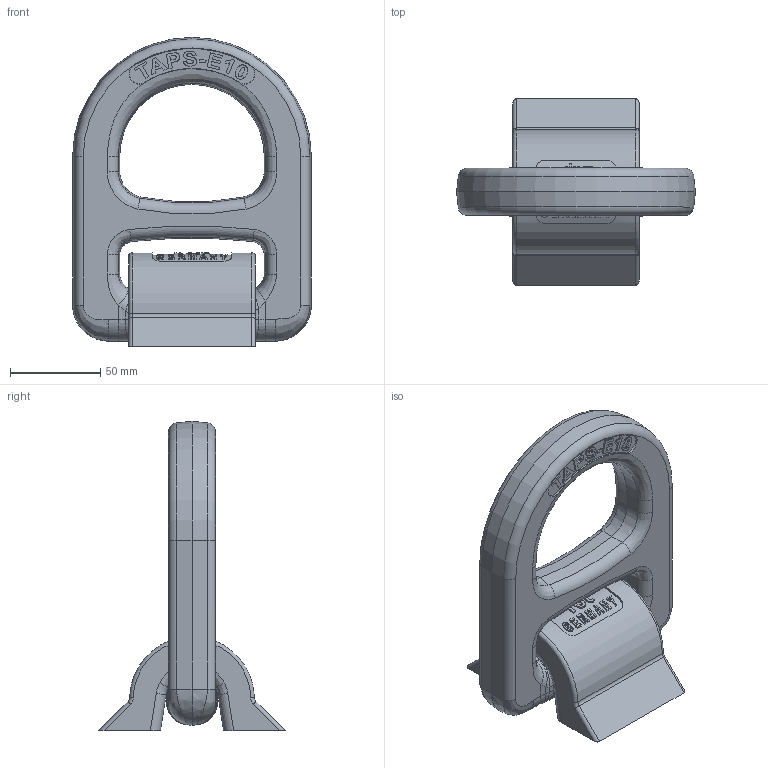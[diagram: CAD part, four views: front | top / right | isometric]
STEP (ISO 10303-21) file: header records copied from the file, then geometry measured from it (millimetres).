
FILE_DESCRIPTION(/* description */ (''),/* implementation_level */ '2;1');
FILE_NAME(/* name */ 'TAPS-E 10 0°.stp',/* time_stamp */ '2022-05-23T11:26:28+02:00',/* author */ (''),/* organization */ (''),/* preprocessor_version */ 'ST-DEVELOPER v16',/* originating_system */ 'SIEMENS PLM Software NX 11.0',/* authorisation */ '');
FILE_SCHEMA (('AUTOMOTIVE_DESIGN { 1 0 10303 214 3 1 1 1 }'));
Length unit declared in the file: millimetre
Products named in the file (1): CAD0056453_001
Bounding box: 132 x 102.94 x 171 mm (x, y, z)
Volume: 492460.9 mm3; surface area: 72324.2 mm2
Topology: 2 solids, 2 shells, 445 faces, 1125 edges, 714 vertices
Faces by surface type: plane 194, cylinder 81, extrusion 76, bspline 66, cone 16, torus 12
Entity records: 18209 total; most frequent: CARTESIAN_POINT 8355, ORIENTED_EDGE 2250, DIRECTION 1656, EDGE_CURVE 1125, VERTEX_POINT 714, VECTOR 572, AXIS2_PLACEMENT_3D 542, LINE 496
